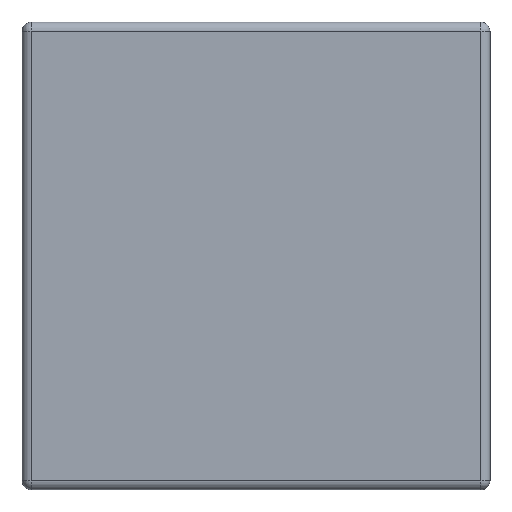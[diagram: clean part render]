
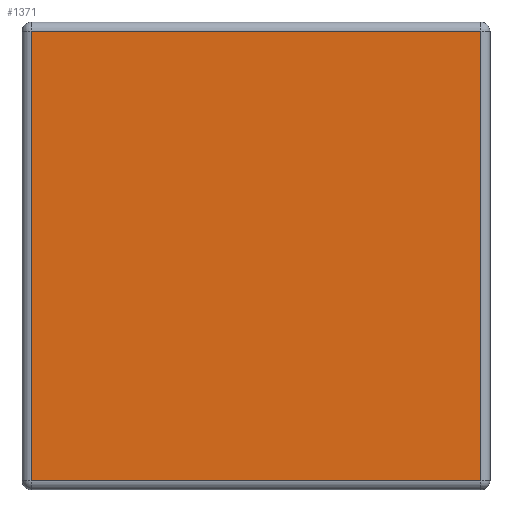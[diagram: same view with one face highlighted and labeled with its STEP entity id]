
A CAD part, front view. The second image highlights one B-rep face of the part: STEP entity #1371.
In plain terms, the highlighted planar face has unit normal (0, -1, 0).
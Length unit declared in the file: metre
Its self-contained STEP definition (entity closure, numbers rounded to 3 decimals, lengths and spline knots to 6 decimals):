
#222=ORIENTED_EDGE('',*,*,#628,.T.);
#223=ORIENTED_EDGE('',*,*,#629,.T.);
#224=ORIENTED_EDGE('',*,*,#630,.T.);
#225=ORIENTED_EDGE('',*,*,#631,.T.);
#628=EDGE_CURVE('',#829,#830,#952,.F.);
#629=EDGE_CURVE('',#830,#831,#953,.F.);
#630=EDGE_CURVE('',#831,#832,#954,.T.);
#631=EDGE_CURVE('',#832,#829,#955,.T.);
#829=VERTEX_POINT('',#2153);
#830=VERTEX_POINT('',#2154);
#831=VERTEX_POINT('',#2156);
#832=VERTEX_POINT('',#2158);
#952=LINE('',#2152,#1075);
#953=LINE('',#2155,#1076);
#954=LINE('',#2157,#1077);
#955=LINE('',#2159,#1078);
#1075=VECTOR('',#1703,1.);
#1076=VECTOR('',#1704,1.);
#1077=VECTOR('',#1705,1.);
#1078=VECTOR('',#1706,1.);
#1166=EDGE_LOOP('',(#222,#223,#224,#225));
#1248=FACE_BOUND('',#1166,.T.);
#1327=PLANE('',#1481);
#1371=ADVANCED_FACE('',(#1248),#1327,.T.);
#1481=AXIS2_PLACEMENT_3D('',#2151,#1701,#1702);
#1701=DIRECTION('',(0.,-1.,0.));
#1702=DIRECTION('',(0.,0.,-1.));
#1703=DIRECTION('',(0.,0.,1.));
#1704=DIRECTION('',(-1.,0.,0.));
#1705=DIRECTION('',(0.,0.,1.));
#1706=DIRECTION('',(-1.,0.,0.));
#2151=CARTESIAN_POINT('',(0.025,-0.044238,0.151));
#2152=CARTESIAN_POINT('',(-0.024,-0.044238,0.126));
#2153=CARTESIAN_POINT('',(-0.024,-0.044238,0.175));
#2154=CARTESIAN_POINT('',(-0.024,-0.044238,0.127));
#2155=CARTESIAN_POINT('',(0.025,-0.044238,0.127));
#2156=CARTESIAN_POINT('',(0.024,-0.044238,0.127));
#2157=CARTESIAN_POINT('',(0.024,-0.044238,0.151));
#2158=CARTESIAN_POINT('',(0.024,-0.044238,0.175));
#2159=CARTESIAN_POINT('',(-0.025,-0.044238,0.175));
